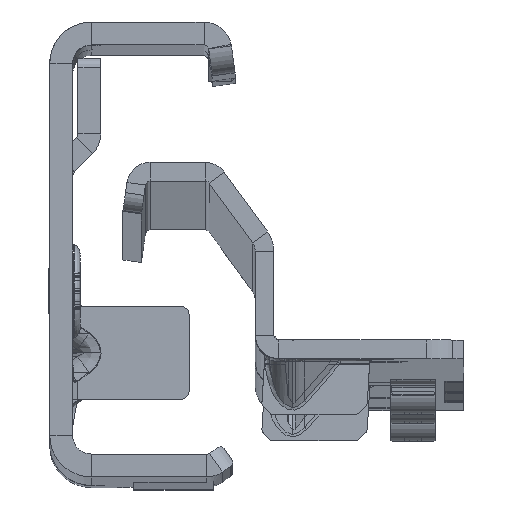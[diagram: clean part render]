
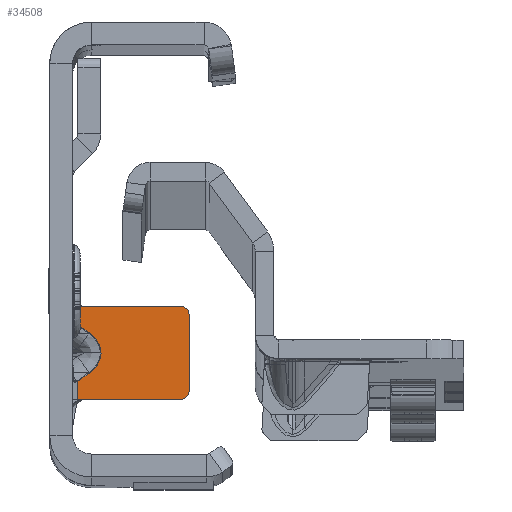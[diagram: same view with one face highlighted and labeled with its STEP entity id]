
A CAD part, top view. The second image highlights one B-rep face of the part: STEP entity #34508.
In plain terms, the highlighted planar face has unit normal (0, 0, 1).
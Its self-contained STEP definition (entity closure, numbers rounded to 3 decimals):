
#354 = DIRECTION ( 'NONE',  ( 0.816, 0.577, 0. ) ) ;
#888 = CARTESIAN_POINT ( 'NONE',  ( 0.5, -4.55, -641.5 ) ) ;
#1165 = CARTESIAN_POINT ( 'NONE',  ( 12.5, -5.55, -641.5 ) ) ;
#1524 = AXIS2_PLACEMENT_3D ( 'NONE', #14715, #14899, #20328 ) ;
#1529 = VERTEX_POINT ( 'NONE', #1165 ) ;
#1579 = CARTESIAN_POINT ( 'NONE',  ( 0.5, -6.49, -641.5 ) ) ;
#1635 = ORIENTED_EDGE ( 'NONE', *, *, #11786, .F. ) ;
#1678 = CARTESIAN_POINT ( 'NONE',  ( 1.778, -11.707, -641.5 ) ) ;
#1784 = AXIS2_PLACEMENT_3D ( 'NONE', #4418, #9735, #31259 ) ;
#1811 = DIRECTION ( 'NONE',  ( 0., 1., 0. ) ) ;
#1977 = FACE_OUTER_BOUND ( 'NONE', #22679, .T. ) ;
#2347 = CARTESIAN_POINT ( 'NONE',  ( 11.5, -14.55, -641.5 ) ) ;
#3163 = EDGE_CURVE ( 'NONE', #22046, #26555, #10307, .T. ) ;
#4170 = CARTESIAN_POINT ( 'NONE',  ( 3.565, -8.657, -641.5 ) ) ;
#4401 = CARTESIAN_POINT ( 'NONE',  ( 12.5, 22.3, -641.5 ) ) ;
#4418 = CARTESIAN_POINT ( 'NONE',  ( 11.5, -13.55, -641.5 ) ) ;
#4650 = DIRECTION ( 'NONE',  ( 0., 1., 0. ) ) ;
#4888 = ORIENTED_EDGE ( 'NONE', *, *, #33699, .T. ) ;
#5170 = DIRECTION ( 'NONE',  ( -0.816, 0.577, 0. ) ) ;
#5418 = ORIENTED_EDGE ( 'NONE', *, *, #29536, .T. ) ;
#5626 = VECTOR ( 'NONE', #9183, 1000. ) ;
#6155 = CARTESIAN_POINT ( 'NONE',  ( 0.5, 22.3, -641.5 ) ) ;
#6469 = LINE ( 'NONE', #30104, #11952 ) ;
#6644 = B_SPLINE_CURVE_WITH_KNOTS ( 'NONE', 3,
 ( #9975, #12645, #23041, #31165 ),
 .UNSPECIFIED., .F., .F.,
 ( 4, 4 ),
 ( 0., 0. ),
 .UNSPECIFIED. ) ;
#7409 = EDGE_CURVE ( 'NONE', #20042, #18360, #8528, .T. ) ;
#7575 = CARTESIAN_POINT ( 'NONE',  ( -7.344, -14.55, -641.5 ) ) ;
#8310 = CARTESIAN_POINT ( 'NONE',  ( 2.628, -11.106, -641.5 ) ) ;
#8528 = B_SPLINE_CURVE_WITH_KNOTS ( 'NONE', 3,
 ( #12357, #33500, #19076, #15014 ),
 .UNSPECIFIED., .F., .F.,
 ( 4, 4 ),
 ( 0., 0. ),
 .UNSPECIFIED. ) ;
#8573 = AXIS2_PLACEMENT_3D ( 'NONE', #34099, #23507, #1811 ) ;
#9166 = CARTESIAN_POINT ( 'NONE',  ( 1.778, -11.707, -641.5 ) ) ;
#9183 = DIRECTION ( 'NONE',  ( 0., 1., 0. ) ) ;
#9267 = CARTESIAN_POINT ( 'NONE',  ( 12.5, -13.55, -641.5 ) ) ;
#9735 = DIRECTION ( 'NONE',  ( 0., 0., 1. ) ) ;
#9975 = CARTESIAN_POINT ( 'NONE',  ( 0.5, -4.55, -641.5 ) ) ;
#10190 = VECTOR ( 'NONE', #5170, 1000. ) ;
#10307 = LINE ( 'NONE', #29338, #10190 ) ;
#10478 = EDGE_CURVE ( 'NONE', #12832, #15243, #6644, .T. ) ;
#11685 = CIRCLE ( 'NONE', #1524, 1. ) ;
#11786 = EDGE_CURVE ( 'NONE', #20042, #21115, #26164, .T. ) ;
#11952 = VECTOR ( 'NONE', #14434, 1000. ) ;
#12357 = CARTESIAN_POINT ( 'NONE',  ( 0.5, -14.55, -641.5 ) ) ;
#12645 = CARTESIAN_POINT ( 'NONE',  ( 0.57, -4.55, -641.5 ) ) ;
#12775 = ORIENTED_EDGE ( 'NONE', *, *, #7409, .T. ) ;
#12832 = VERTEX_POINT ( 'NONE', #888 ) ;
#12878 = EDGE_CURVE ( 'NONE', #21115, #34034, #29653, .T. ) ;
#14221 = CARTESIAN_POINT ( 'NONE',  ( 11.5, -4.55, -641.5 ) ) ;
#14302 = CARTESIAN_POINT ( 'NONE',  ( 0.71, -4.55, -641.5 ) ) ;
#14326 =( BOUNDED_CURVE ( )  B_SPLINE_CURVE ( 3, ( #1678, #17589, #4170, #14975 ),
 .UNSPECIFIED., .F., .T. ) 
 B_SPLINE_CURVE_WITH_KNOTS ( ( 4, 4 ),
 ( 2.356, 3.927 ),
 .UNSPECIFIED. ) 
 CURVE ( )  GEOMETRIC_REPRESENTATION_ITEM ( )  RATIONAL_B_SPLINE_CURVE ( ( 1., 0.805, 0.805, 1. ) ) 
 REPRESENTATION_ITEM ( '' )  );
#14427 = ORIENTED_EDGE ( 'NONE', *, *, #19896, .T. ) ;
#14434 = DIRECTION ( 'NONE',  ( -1., 0., 0. ) ) ;
#14715 = CARTESIAN_POINT ( 'NONE',  ( 11.5, -5.55, -641.5 ) ) ;
#14751 = VECTOR ( 'NONE', #4650, 1000. ) ;
#14899 = DIRECTION ( 'NONE',  ( 0., 0., 1. ) ) ;
#14975 = CARTESIAN_POINT ( 'NONE',  ( 1.778, -7.393, -641.5 ) ) ;
#15014 = CARTESIAN_POINT ( 'NONE',  ( 0.71, -14.55, -641.5 ) ) ;
#15091 = CARTESIAN_POINT ( 'NONE',  ( 0.5, 22.3, -641.5 ) ) ;
#15153 = ORIENTED_EDGE ( 'NONE', *, *, #25957, .F. ) ;
#15243 = VERTEX_POINT ( 'NONE', #14302 ) ;
#16363 = VECTOR ( 'NONE', #23124, 1000. ) ;
#16425 = CIRCLE ( 'NONE', #1784, 1. ) ;
#17589 = CARTESIAN_POINT ( 'NONE',  ( 3.565, -10.443, -641.5 ) ) ;
#18091 = EDGE_CURVE ( 'NONE', #1529, #34363, #11685, .T. ) ;
#18360 = VERTEX_POINT ( 'NONE', #25125 ) ;
#19076 = CARTESIAN_POINT ( 'NONE',  ( 0.64, -14.55, -641.5 ) ) ;
#19114 = CARTESIAN_POINT ( 'NONE',  ( 0.5, -12.61, -641.5 ) ) ;
#19151 = ORIENTED_EDGE ( 'NONE', *, *, #20666, .F. ) ;
#19896 = EDGE_CURVE ( 'NONE', #18360, #27925, #27429, .T. ) ;
#20042 = VERTEX_POINT ( 'NONE', #31981 ) ;
#20328 = DIRECTION ( 'NONE',  ( 0., 1., 0. ) ) ;
#20449 = ORIENTED_EDGE ( 'NONE', *, *, #21485, .T. ) ;
#20666 = EDGE_CURVE ( 'NONE', #26555, #12832, #28053, .T. ) ;
#21115 = VERTEX_POINT ( 'NONE', #19114 ) ;
#21485 = EDGE_CURVE ( 'NONE', #34363, #15243, #6469, .T. ) ;
#22046 = VERTEX_POINT ( 'NONE', #33739 ) ;
#22679 = EDGE_LOOP ( 'NONE', ( #34844, #15153, #25259, #1635, #12775, #14427, #4888, #5418, #30305, #20449, #30325, #19151 ) ) ;
#23041 = CARTESIAN_POINT ( 'NONE',  ( 0.64, -4.55, -641.5 ) ) ;
#23061 = VERTEX_POINT ( 'NONE', #9267 ) ;
#23064 = VECTOR ( 'NONE', #29079, 1000. ) ;
#23124 = DIRECTION ( 'NONE',  ( 0., 1., 0. ) ) ;
#23507 = DIRECTION ( 'NONE',  ( 0., 0., -1. ) ) ;
#25125 = CARTESIAN_POINT ( 'NONE',  ( 0.71, -14.55, -641.5 ) ) ;
#25259 = ORIENTED_EDGE ( 'NONE', *, *, #12878, .F. ) ;
#25957 = EDGE_CURVE ( 'NONE', #34034, #22046, #14326, .T. ) ;
#26164 = LINE ( 'NONE', #15091, #14751 ) ;
#26169 = PLANE ( 'NONE',  #8573 ) ;
#26555 = VERTEX_POINT ( 'NONE', #1579 ) ;
#27429 = LINE ( 'NONE', #7575, #23064 ) ;
#27925 = VERTEX_POINT ( 'NONE', #2347 ) ;
#28053 = LINE ( 'NONE', #6155, #5626 ) ;
#29079 = DIRECTION ( 'NONE',  ( 1., 0., 0. ) ) ;
#29338 = CARTESIAN_POINT ( 'NONE',  ( 1.35, -7.091, -641.5 ) ) ;
#29536 = EDGE_CURVE ( 'NONE', #23061, #1529, #30725, .T. ) ;
#29653 = LINE ( 'NONE', #8310, #30546 ) ;
#30104 = CARTESIAN_POINT ( 'NONE',  ( -7.344, -4.55, -641.5 ) ) ;
#30305 = ORIENTED_EDGE ( 'NONE', *, *, #18091, .T. ) ;
#30325 = ORIENTED_EDGE ( 'NONE', *, *, #10478, .F. ) ;
#30546 = VECTOR ( 'NONE', #354, 1000. ) ;
#30725 = LINE ( 'NONE', #4401, #16363 ) ;
#31165 = CARTESIAN_POINT ( 'NONE',  ( 0.71, -4.55, -641.5 ) ) ;
#31259 = DIRECTION ( 'NONE',  ( 0., 1., 0. ) ) ;
#31981 = CARTESIAN_POINT ( 'NONE',  ( 0.5, -14.55, -641.5 ) ) ;
#33500 = CARTESIAN_POINT ( 'NONE',  ( 0.57, -14.55, -641.5 ) ) ;
#33699 = EDGE_CURVE ( 'NONE', #27925, #23061, #16425, .T. ) ;
#33739 = CARTESIAN_POINT ( 'NONE',  ( 1.778, -7.393, -641.5 ) ) ;
#34034 = VERTEX_POINT ( 'NONE', #9166 ) ;
#34099 = CARTESIAN_POINT ( 'NONE',  ( -7.344, 22.3, -641.5 ) ) ;
#34363 = VERTEX_POINT ( 'NONE', #14221 ) ;
#34508 = ADVANCED_FACE ( 'NONE', ( #1977 ), #26169, .F. ) ;
#34844 = ORIENTED_EDGE ( 'NONE', *, *, #3163, .F. ) ;
